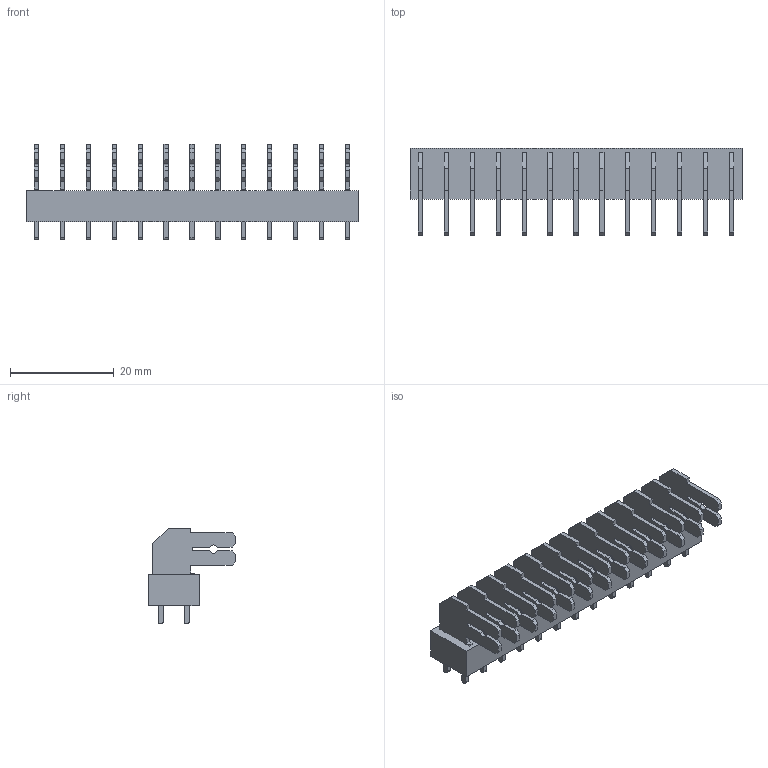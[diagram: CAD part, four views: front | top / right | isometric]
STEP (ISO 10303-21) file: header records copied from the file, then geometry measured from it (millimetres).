
FILE_DESCRIPTION(('CATIA V5 STEP Exchange','CAx-IF Rec.Pracs.--- Model Styling and Organization---1.2---2011-12-15'),'2;1');
FILE_NAME ('D1464930_0_9511520000_9511520000.stp','2018-08-31T15:33:46+00:00',('none'),('Weidmueller'),'CATIA Version 5-6 Release 2014','CATIA V5 STEP AP214','none');
FILE_SCHEMA(('AUTOMOTIVE_DESIGN { 1 0 10303 214 1 1 1 1 }'));
Length unit declared in the file: millimetre
Products named in the file (1): 9511520000
Bounding box: 64 x 16.85 x 18.5 mm (x, y, z)
Volume: 4962.7 mm3; surface area: 7036.1 mm2
Topology: 14 solids, 14 shells, 539 faces, 1533 edges, 1022 vertices
Faces by surface type: plane 474, cylinder 65
Entity records: 15017 total; most frequent: ORIENTED_EDGE 3066, CARTESIAN_POINT 2645, DIRECTION 1711, EDGE_CURVE 1533, VECTOR 1403, LINE 1403, VERTEX_POINT 1022, EDGE_LOOP 591
